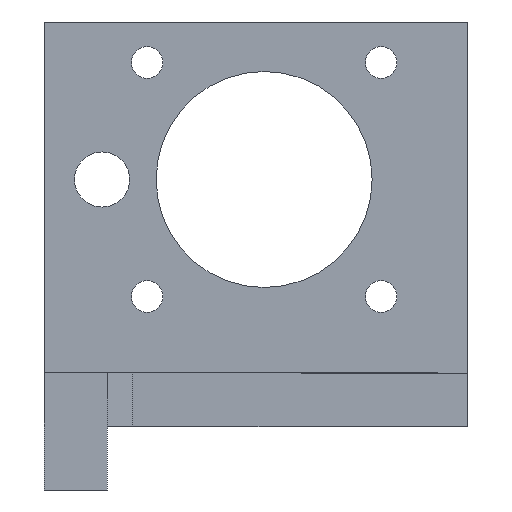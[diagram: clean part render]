
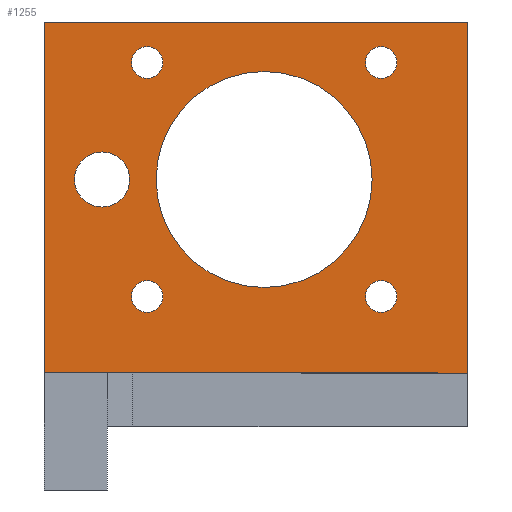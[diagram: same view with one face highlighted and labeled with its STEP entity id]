
A CAD part, front view. The second image highlights one B-rep face of the part: STEP entity #1255.
In plain terms, the highlighted planar face has unit normal (0, -1, 0).
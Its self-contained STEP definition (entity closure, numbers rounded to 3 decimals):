
#17 = CARTESIAN_POINT ( 'NONE',  ( -249.6, 35.2, -21.5 ) ) ;
#18 = CARTESIAN_POINT ( 'NONE',  ( -249.6, 35.2, 17.5 ) ) ;
#23 = CARTESIAN_POINT ( 'NONE',  ( -238.2, 35.2, 14.75 ) ) ;
#26 = CARTESIAN_POINT ( 'NONE',  ( -202.6, 35.2, 17.5 ) ) ;
#33 = CARTESIAN_POINT ( 'NONE',  ( -243.2, 35.2, -3.062 ) ) ;
#38 = CARTESIAN_POINT ( 'NONE',  ( -202.6, 35.2, -21.5 ) ) ;
#47 = CARTESIAN_POINT ( 'NONE',  ( -212.2, 35.2, -14.75 ) ) ;
#48 = CARTESIAN_POINT ( 'NONE',  ( -212.2, 35.2, -11.25 ) ) ;
#51 = CARTESIAN_POINT ( 'NONE',  ( -225.2, 35.2, -12. ) ) ;
#52 = CARTESIAN_POINT ( 'NONE',  ( -225.2, 35.2, 12. ) ) ;
#54 = CARTESIAN_POINT ( 'NONE',  ( -238.2, 35.2, -11.25 ) ) ;
#55 = CARTESIAN_POINT ( 'NONE',  ( -238.2, 35.2, -14.75 ) ) ;
#62 = CARTESIAN_POINT ( 'NONE',  ( -212.2, 35.2, 14.75 ) ) ;
#63 = CARTESIAN_POINT ( 'NONE',  ( -212.2, 35.2, 11.25 ) ) ;
#65 = CARTESIAN_POINT ( 'NONE',  ( -238.2, 35.2, 11.25 ) ) ;
#76 = CARTESIAN_POINT ( 'NONE',  ( -243.2, 35.2, 3.063 ) ) ;
#167 = EDGE_LOOP ( 'NONE', ( #411, #412 ) ) ;
#207 = VERTEX_POINT ( 'NONE', #76 ) ;
#217 = VERTEX_POINT ( 'NONE', #65 ) ;
#219 = VERTEX_POINT ( 'NONE', #63 ) ;
#220 = VERTEX_POINT ( 'NONE', #62 ) ;
#227 = VERTEX_POINT ( 'NONE', #55 ) ;
#228 = VERTEX_POINT ( 'NONE', #54 ) ;
#230 = VERTEX_POINT ( 'NONE', #52 ) ;
#231 = VERTEX_POINT ( 'NONE', #51 ) ;
#234 = VERTEX_POINT ( 'NONE', #48 ) ;
#235 = VERTEX_POINT ( 'NONE', #47 ) ;
#244 = VERTEX_POINT ( 'NONE', #38 ) ;
#249 = VERTEX_POINT ( 'NONE', #33 ) ;
#256 = VERTEX_POINT ( 'NONE', #26 ) ;
#259 = VERTEX_POINT ( 'NONE', #23 ) ;
#264 = VERTEX_POINT ( 'NONE', #18 ) ;
#265 = VERTEX_POINT ( 'NONE', #17 ) ;
#312 = ORIENTED_EDGE ( 'NONE', *, *, #1783, .F. ) ;
#315 = ORIENTED_EDGE ( 'NONE', *, *, #1737, .F. ) ;
#319 = ORIENTED_EDGE ( 'NONE', *, *, #1276, .F. ) ;
#324 = ORIENTED_EDGE ( 'NONE', *, *, #1785, .F. ) ;
#326 = ORIENTED_EDGE ( 'NONE', *, *, #1784, .F. ) ;
#328 = ORIENTED_EDGE ( 'NONE', *, *, #1749, .F. ) ;
#330 = ORIENTED_EDGE ( 'NONE', *, *, #1781, .T. ) ;
#332 = ORIENTED_EDGE ( 'NONE', *, *, #1780, .T. ) ;
#338 = ORIENTED_EDGE ( 'NONE', *, *, #1782, .T. ) ;
#344 = ORIENTED_EDGE ( 'NONE', *, *, #1748, .F. ) ;
#346 = ORIENTED_EDGE ( 'NONE', *, *, #1779, .T. ) ;
#409 = ORIENTED_EDGE ( 'NONE', *, *, #1788, .F. ) ;
#410 = ORIENTED_EDGE ( 'NONE', *, *, #1298, .F. ) ;
#411 = ORIENTED_EDGE ( 'NONE', *, *, #1787, .F. ) ;
#412 = ORIENTED_EDGE ( 'NONE', *, *, #1755, .F. ) ;
#413 = ORIENTED_EDGE ( 'NONE', *, *, #1786, .F. ) ;
#416 = EDGE_LOOP ( 'NONE', ( #312, #319 ) ) ;
#417 = EDGE_LOOP ( 'NONE', ( #326, #328 ) ) ;
#418 = EDGE_LOOP ( 'NONE', ( #413, #315 ) ) ;
#438 = EDGE_LOOP ( 'NONE', ( #324, #344 ) ) ;
#440 = EDGE_LOOP ( 'NONE', ( #330, #332, #338, #346 ) ) ;
#468 = EDGE_LOOP ( 'NONE', ( #409, #410 ) ) ;
#658 = DIRECTION ( 'NONE',  ( 0., 0., 1. ) ) ;
#659 = DIRECTION ( 'NONE',  ( 0., 1., 0. ) ) ;
#660 = PLANE ( 'NONE',  #1561 ) ;
#661 = CARTESIAN_POINT ( 'NONE',  ( -249.6, 35.2, -27.5 ) ) ;
#662 = FACE_BOUND ( 'NONE', #438, .T. ) ;
#664 = FACE_BOUND ( 'NONE', #418, .T. ) ;
#665 = FACE_OUTER_BOUND ( 'NONE', #440, .T. ) ;
#666 = FACE_BOUND ( 'NONE', #416, .T. ) ;
#667 = FACE_BOUND ( 'NONE', #468, .T. ) ;
#668 = FACE_BOUND ( 'NONE', #417, .T. ) ;
#672 = FACE_BOUND ( 'NONE', #167, .T. ) ;
#1025 = CARTESIAN_POINT ( 'NONE',  ( -225.2, 35.2, 0. ) ) ;
#1026 = DIRECTION ( 'NONE',  ( 0., -1., 0. ) ) ;
#1027 = DIRECTION ( 'NONE',  ( 0., 0., 1. ) ) ;
#1056 = CARTESIAN_POINT ( 'NONE',  ( -212.2, 35.2, -13. ) ) ;
#1057 = DIRECTION ( 'NONE',  ( 0., -1., 0. ) ) ;
#1058 = DIRECTION ( 'NONE',  ( 0., 0., 1. ) ) ;
#1060 = CARTESIAN_POINT ( 'NONE',  ( -212.2, 35.2, 13. ) ) ;
#1061 = DIRECTION ( 'NONE',  ( 0., -1., 0. ) ) ;
#1062 = DIRECTION ( 'NONE',  ( 0., 0., 1. ) ) ;
#1079 = CARTESIAN_POINT ( 'NONE',  ( -238.2, 35.2, -13. ) ) ;
#1080 = DIRECTION ( 'NONE',  ( 0., -1., 0. ) ) ;
#1081 = DIRECTION ( 'NONE',  ( 0., 0., 1. ) ) ;
#1136 = LINE ( 'NONE', #1137, #1513 ) ;
#1137 = CARTESIAN_POINT ( 'NONE',  ( -249.6, 35.2, -21.5 ) ) ;
#1141 = LINE ( 'NONE', #1146, #1472 ) ;
#1145 = DIRECTION ( 'NONE',  ( 1., 0., 0. ) ) ;
#1146 = CARTESIAN_POINT ( 'NONE',  ( -249.6, 35.2, 17.5 ) ) ;
#1147 = DIRECTION ( 'NONE',  ( -1., 0., 0. ) ) ;
#1148 = LINE ( 'NONE', #1149, #1511 ) ;
#1149 = CARTESIAN_POINT ( 'NONE',  ( -202.6, 35.2, 17.5 ) ) ;
#1150 = DIRECTION ( 'NONE',  ( 0., 0., 1. ) ) ;
#1151 = LINE ( 'NONE', #1152, #1510 ) ;
#1152 = CARTESIAN_POINT ( 'NONE',  ( -249.6, 35.2, 17.5 ) ) ;
#1153 = DIRECTION ( 'NONE',  ( 0., 0., -1. ) ) ;
#1154 = CARTESIAN_POINT ( 'NONE',  ( -238.2, 35.2, 13. ) ) ;
#1155 = DIRECTION ( 'NONE',  ( 0., -1., 0. ) ) ;
#1156 = DIRECTION ( 'NONE',  ( 0., 0., 1. ) ) ;
#1157 = CARTESIAN_POINT ( 'NONE',  ( -212.2, 35.2, 13. ) ) ;
#1158 = DIRECTION ( 'NONE',  ( 0., -1., 0. ) ) ;
#1159 = DIRECTION ( 'NONE',  ( 0., 0., 1. ) ) ;
#1160 = CARTESIAN_POINT ( 'NONE',  ( -212.2, 35.2, -13. ) ) ;
#1161 = DIRECTION ( 'NONE',  ( 0., -1., 0. ) ) ;
#1162 = DIRECTION ( 'NONE',  ( 0., 0., 1. ) ) ;
#1163 = CARTESIAN_POINT ( 'NONE',  ( -225.2, 35.2, 0. ) ) ;
#1164 = DIRECTION ( 'NONE',  ( 0., -1., 0. ) ) ;
#1165 = DIRECTION ( 'NONE',  ( 0., 0., 1. ) ) ;
#1168 = CARTESIAN_POINT ( 'NONE',  ( -238.2, 35.2, -13. ) ) ;
#1169 = DIRECTION ( 'NONE',  ( 0., -1., 0. ) ) ;
#1170 = DIRECTION ( 'NONE',  ( 0., 0., 1. ) ) ;
#1171 = CARTESIAN_POINT ( 'NONE',  ( -243.2, 35.2, 0. ) ) ;
#1172 = DIRECTION ( 'NONE',  ( 0., -1., 0. ) ) ;
#1173 = DIRECTION ( 'NONE',  ( 0., 0., 1. ) ) ;
#1255 = ADVANCED_FACE ( 'NONE', ( #667, #672, #664, #662, #668, #666, #665 ), #660, .F. ) ;
#1276 = EDGE_CURVE ( 'NONE', #259, #217, #1576, .T. ) ;
#1298 = EDGE_CURVE ( 'NONE', #207, #249, #1654, .T. ) ;
#1440 = CARTESIAN_POINT ( 'NONE',  ( -238.2, 35.2, 13. ) ) ;
#1441 = DIRECTION ( 'NONE',  ( 0., 0., 1. ) ) ;
#1442 = DIRECTION ( 'NONE',  ( 0., -1., 0. ) ) ;
#1453 = AXIS2_PLACEMENT_3D ( 'NONE', #1060, #1061, #1062 ) ;
#1460 = AXIS2_PLACEMENT_3D ( 'NONE', #1056, #1057, #1058 ) ;
#1468 = CIRCLE ( 'NONE', #1460, 1.75 ) ;
#1471 = CIRCLE ( 'NONE', #1478, 1.75 ) ;
#1472 = VECTOR ( 'NONE', #1147, 1000. ) ;
#1476 = CIRCLE ( 'NONE', #1453, 1.75 ) ;
#1478 = AXIS2_PLACEMENT_3D ( 'NONE', #1079, #1080, #1081 ) ;
#1497 = AXIS2_PLACEMENT_3D ( 'NONE', #1171, #1172, #1173 ) ;
#1499 = AXIS2_PLACEMENT_3D ( 'NONE', #1168, #1169, #1170 ) ;
#1500 = CIRCLE ( 'NONE', #1497, 3.062 ) ;
#1501 = AXIS2_PLACEMENT_3D ( 'NONE', #1163, #1164, #1165 ) ;
#1502 = CIRCLE ( 'NONE', #1499, 1.75 ) ;
#1503 = AXIS2_PLACEMENT_3D ( 'NONE', #1160, #1161, #1162 ) ;
#1504 = CIRCLE ( 'NONE', #1501, 12. ) ;
#1505 = AXIS2_PLACEMENT_3D ( 'NONE', #1157, #1158, #1159 ) ;
#1506 = CIRCLE ( 'NONE', #1503, 1.75 ) ;
#1507 = AXIS2_PLACEMENT_3D ( 'NONE', #1154, #1155, #1156 ) ;
#1508 = CIRCLE ( 'NONE', #1505, 1.75 ) ;
#1509 = CIRCLE ( 'NONE', #1507, 1.75 ) ;
#1510 = VECTOR ( 'NONE', #1153, 1000. ) ;
#1511 = VECTOR ( 'NONE', #1150, 1000. ) ;
#1513 = VECTOR ( 'NONE', #1145, 1000. ) ;
#1561 = AXIS2_PLACEMENT_3D ( 'NONE', #661, #659, #658 ) ;
#1575 = AXIS2_PLACEMENT_3D ( 'NONE', #1440, #1442, #1441 ) ;
#1576 = CIRCLE ( 'NONE', #1575, 1.75 ) ;
#1586 = AXIS2_PLACEMENT_3D ( 'NONE', #1025, #1026, #1027 ) ;
#1609 = CIRCLE ( 'NONE', #1586, 12. ) ;
#1651 = AXIS2_PLACEMENT_3D ( 'NONE', #1712, #1711, #1710 ) ;
#1654 = CIRCLE ( 'NONE', #1651, 3.062 ) ;
#1710 = DIRECTION ( 'NONE',  ( 0., 0., 1. ) ) ;
#1711 = DIRECTION ( 'NONE',  ( 0., -1., 0. ) ) ;
#1712 = CARTESIAN_POINT ( 'NONE',  ( -243.2, 35.2, 0. ) ) ;
#1737 = EDGE_CURVE ( 'NONE', #230, #231, #1609, .T. ) ;
#1748 = EDGE_CURVE ( 'NONE', #234, #235, #1468, .T. ) ;
#1749 = EDGE_CURVE ( 'NONE', #220, #219, #1476, .T. ) ;
#1755 = EDGE_CURVE ( 'NONE', #228, #227, #1471, .T. ) ;
#1779 = EDGE_CURVE ( 'NONE', #265, #244, #1136, .T. ) ;
#1780 = EDGE_CURVE ( 'NONE', #256, #264, #1141, .T. ) ;
#1781 = EDGE_CURVE ( 'NONE', #244, #256, #1148, .T. ) ;
#1782 = EDGE_CURVE ( 'NONE', #264, #265, #1151, .T. ) ;
#1783 = EDGE_CURVE ( 'NONE', #217, #259, #1509, .T. ) ;
#1784 = EDGE_CURVE ( 'NONE', #219, #220, #1508, .T. ) ;
#1785 = EDGE_CURVE ( 'NONE', #235, #234, #1506, .T. ) ;
#1786 = EDGE_CURVE ( 'NONE', #231, #230, #1504, .T. ) ;
#1787 = EDGE_CURVE ( 'NONE', #227, #228, #1502, .T. ) ;
#1788 = EDGE_CURVE ( 'NONE', #249, #207, #1500, .T. ) ;
